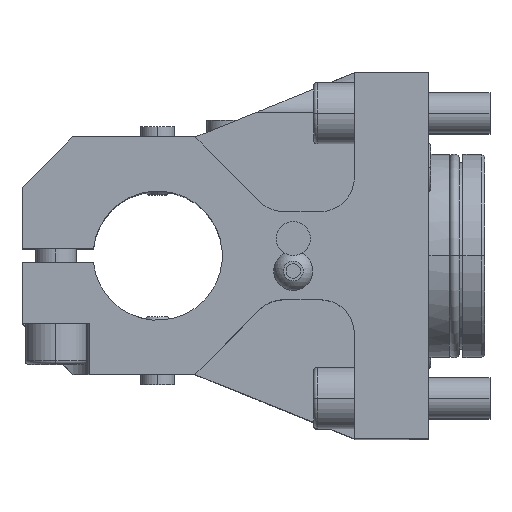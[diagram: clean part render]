
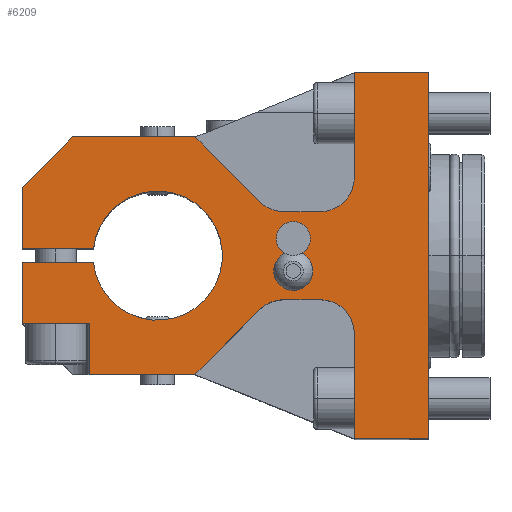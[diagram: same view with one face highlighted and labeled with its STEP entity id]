
A CAD part, top view. The second image highlights one B-rep face of the part: STEP entity #6209.
In plain terms, the highlighted planar face has unit normal (0, 0, 1).
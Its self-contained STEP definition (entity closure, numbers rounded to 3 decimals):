
#833=DIRECTION('',(0.707,-0.707,0.));
#834=VECTOR('',#833,26.971);
#835=CARTESIAN_POINT('',(-69.,35.,65.));
#836=LINE('',#835,#834);
#837=CARTESIAN_POINT('',(-42.858,23.,65.));
#838=DIRECTION('',(0.,0.,1.));
#839=DIRECTION('',(-0.707,-0.707,0.));
#840=AXIS2_PLACEMENT_3D('',#837,#838,#839);
#842=DIRECTION('',(1.,0.,0.));
#843=VECTOR('',#842,10.858);
#844=CARTESIAN_POINT('',(-42.858,13.,65.));
#845=LINE('',#844,#843);
#846=CARTESIAN_POINT('',(-32.,23.,65.));
#847=DIRECTION('',(0.,0.,1.));
#848=DIRECTION('',(0.,-1.,0.));
#849=AXIS2_PLACEMENT_3D('',#846,#847,#848);
#851=DIRECTION('',(0.,-1.,0.));
#852=VECTOR('',#851,31.);
#853=CARTESIAN_POINT('',(-22.,54.,65.));
#854=LINE('',#853,#852);
#855=DIRECTION('',(-1.,0.,0.));
#856=VECTOR('',#855,22.);
#857=CARTESIAN_POINT('',(0.,54.,65.));
#858=LINE('',#857,#856);
#859=DIRECTION('',(0.,1.,0.));
#860=VECTOR('',#859,108.);
#861=CARTESIAN_POINT('',(0.,-54.,65.));
#862=LINE('',#861,#860);
#863=DIRECTION('',(1.,0.,0.));
#864=VECTOR('',#863,22.);
#865=CARTESIAN_POINT('',(-22.,-54.,65.));
#866=LINE('',#865,#864);
#867=DIRECTION('',(0.,1.,0.));
#868=VECTOR('',#867,31.);
#869=CARTESIAN_POINT('',(-22.,-54.,65.));
#870=LINE('',#869,#868);
#871=CARTESIAN_POINT('',(-32.,-23.,65.));
#872=DIRECTION('',(0.,0.,1.));
#873=DIRECTION('',(1.,0.,0.));
#874=AXIS2_PLACEMENT_3D('',#871,#872,#873);
#876=DIRECTION('',(-1.,0.,0.));
#877=VECTOR('',#876,10.858);
#878=CARTESIAN_POINT('',(-32.,-13.,65.));
#879=LINE('',#878,#877);
#880=CARTESIAN_POINT('',(-42.858,-23.,65.));
#881=DIRECTION('',(0.,0.,1.));
#882=DIRECTION('',(0.,1.,0.));
#883=AXIS2_PLACEMENT_3D('',#880,#881,#882);
#885=DIRECTION('',(-0.707,-0.707,0.));
#886=VECTOR('',#885,26.971);
#887=CARTESIAN_POINT('',(-49.929,-15.929,65.));
#888=LINE('',#887,#886);
#889=DIRECTION('',(1.,0.,0.));
#890=VECTOR('',#889,31.);
#891=CARTESIAN_POINT('',(-100.,-35.,65.));
#892=LINE('',#891,#890);
#893=DIRECTION('',(0.,1.,0.));
#894=VECTOR('',#893,15.);
#895=CARTESIAN_POINT('',(-100.,-35.,65.));
#896=LINE('',#895,#894);
#897=DIRECTION('',(1.,0.,0.));
#898=VECTOR('',#897,20.);
#899=CARTESIAN_POINT('',(-120.,-20.,65.));
#900=LINE('',#899,#898);
#901=DIRECTION('',(0.,-1.,0.));
#902=VECTOR('',#901,18.);
#903=CARTESIAN_POINT('',(-120.,-2.,65.));
#904=LINE('',#903,#902);
#905=DIRECTION('',(1.,0.,0.));
#906=VECTOR('',#905,21.055);
#907=CARTESIAN_POINT('',(-120.,-2.,65.));
#908=LINE('',#907,#906);
#909=CARTESIAN_POINT('',(-80.,0.,65.));
#910=DIRECTION('',(0.,0.,1.));
#911=DIRECTION('',(-0.994,-0.105,0.));
#912=AXIS2_PLACEMENT_3D('',#909,#910,#911);
#914=DIRECTION('',(1.,0.,0.));
#915=VECTOR('',#914,21.055);
#916=CARTESIAN_POINT('',(-120.,2.,65.));
#917=LINE('',#916,#915);
#918=DIRECTION('',(0.,-1.,0.));
#919=VECTOR('',#918,18.);
#920=CARTESIAN_POINT('',(-120.,20.,65.));
#921=LINE('',#920,#919);
#922=DIRECTION('',(-0.707,-0.707,0.));
#923=VECTOR('',#922,21.213);
#924=CARTESIAN_POINT('',(-105.,35.,65.));
#925=LINE('',#924,#923);
#926=DIRECTION('',(-1.,0.,0.));
#927=VECTOR('',#926,36.);
#928=CARTESIAN_POINT('',(-69.,35.,65.));
#929=LINE('',#928,#927);
#930=CARTESIAN_POINT('',(-40.,-4.5,65.));
#931=DIRECTION('',(0.,0.,1.));
#932=DIRECTION('',(0.,1.,0.));
#933=AXIS2_PLACEMENT_3D('',#930,#931,#932);
#935=CARTESIAN_POINT('',(-40.,-4.5,65.));
#936=DIRECTION('',(0.,0.,1.));
#937=DIRECTION('',(0.,-1.,0.));
#938=AXIS2_PLACEMENT_3D('',#935,#936,#937);
#940=CARTESIAN_POINT('',(-40.,5.,65.));
#941=DIRECTION('',(0.,0.,-1.));
#942=DIRECTION('',(0.,1.,0.));
#943=AXIS2_PLACEMENT_3D('',#940,#941,#942);
#945=CARTESIAN_POINT('',(-40.,5.,65.));
#946=DIRECTION('',(0.,0.,-1.));
#947=DIRECTION('',(0.,-1.,0.));
#948=AXIS2_PLACEMENT_3D('',#945,#946,#947);
#4278=CARTESIAN_POINT('',(0.,-54.,65.));
#4279=CARTESIAN_POINT('',(0.,54.,65.));
#4280=VERTEX_POINT('',#4278);
#4281=VERTEX_POINT('',#4279);
#4282=CARTESIAN_POINT('',(-105.,35.,65.));
#4283=CARTESIAN_POINT('',(-120.,20.,65.));
#4284=VERTEX_POINT('',#4282);
#4285=VERTEX_POINT('',#4283);
#4286=CARTESIAN_POINT('',(-120.,-2.,65.));
#4287=CARTESIAN_POINT('',(-98.945,-2.,65.));
#4288=VERTEX_POINT('',#4286);
#4289=VERTEX_POINT('',#4287);
#4290=CARTESIAN_POINT('',(-98.945,2.,65.));
#4291=VERTEX_POINT('',#4290);
#4292=CARTESIAN_POINT('',(-120.,2.,65.));
#4293=VERTEX_POINT('',#4292);
#4322=CARTESIAN_POINT('',(-100.,-35.,65.));
#4323=CARTESIAN_POINT('',(-100.,-20.,65.));
#4324=VERTEX_POINT('',#4322);
#4325=VERTEX_POINT('',#4323);
#4349=CARTESIAN_POINT('',(-120.,-20.,65.));
#4350=VERTEX_POINT('',#4349);
#4361=CARTESIAN_POINT('',(-69.,35.,65.));
#4362=CARTESIAN_POINT('',(-49.929,15.929,65.));
#4363=VERTEX_POINT('',#4361);
#4364=VERTEX_POINT('',#4362);
#4365=CARTESIAN_POINT('',(-22.,-54.,65.));
#4366=CARTESIAN_POINT('',(-22.,-23.,65.));
#4367=VERTEX_POINT('',#4365);
#4368=VERTEX_POINT('',#4366);
#4369=CARTESIAN_POINT('',(-32.,-13.,65.));
#4370=CARTESIAN_POINT('',(-42.858,-13.,65.));
#4371=VERTEX_POINT('',#4369);
#4372=VERTEX_POINT('',#4370);
#4373=CARTESIAN_POINT('',(-49.929,-15.929,65.));
#4374=CARTESIAN_POINT('',(-69.,-35.,65.));
#4375=VERTEX_POINT('',#4373);
#4376=VERTEX_POINT('',#4374);
#4395=CARTESIAN_POINT('',(-42.858,13.,65.));
#4396=VERTEX_POINT('',#4395);
#4397=CARTESIAN_POINT('',(-32.,13.,65.));
#4398=CARTESIAN_POINT('',(-22.,23.,65.));
#4399=VERTEX_POINT('',#4397);
#4400=VERTEX_POINT('',#4398);
#4451=CARTESIAN_POINT('',(-22.,54.,65.));
#4452=VERTEX_POINT('',#4451);
#4917=CARTESIAN_POINT('',(-40.,1.254,65.));
#4918=CARTESIAN_POINT('',(-40.,-10.254,65.));
#4919=VERTEX_POINT('',#4917);
#4920=VERTEX_POINT('',#4918);
#4937=CARTESIAN_POINT('',(-40.,7.5,65.));
#4938=CARTESIAN_POINT('',(-40.,2.5,65.));
#4939=VERTEX_POINT('',#4937);
#4940=VERTEX_POINT('',#4938);
#6149=CARTESIAN_POINT('',(0.,0.,65.));
#6150=DIRECTION('',(0.,0.,1.));
#6151=DIRECTION('',(0.,1.,0.));
#6152=AXIS2_PLACEMENT_3D('',#6149,#6150,#6151);
#6153=PLANE('',#6152);
#6155=ORIENTED_EDGE('',*,*,#6154,.T.);
#6157=ORIENTED_EDGE('',*,*,#6156,.T.);
#6159=ORIENTED_EDGE('',*,*,#6158,.T.);
#6161=ORIENTED_EDGE('',*,*,#6160,.T.);
#6163=ORIENTED_EDGE('',*,*,#6162,.F.);
#6164=ORIENTED_EDGE('',*,*,#5616,.F.);
#6165=ORIENTED_EDGE('',*,*,#5697,.F.);
#6166=ORIENTED_EDGE('',*,*,#5854,.F.);
#6167=ORIENTED_EDGE('',*,*,#6133,.T.);
#6169=ORIENTED_EDGE('',*,*,#6168,.T.);
#6171=ORIENTED_EDGE('',*,*,#6170,.T.);
#6173=ORIENTED_EDGE('',*,*,#6172,.T.);
#6175=ORIENTED_EDGE('',*,*,#6174,.T.);
#6176=ORIENTED_EDGE('',*,*,#5361,.F.);
#6178=ORIENTED_EDGE('',*,*,#6177,.T.);
#6180=ORIENTED_EDGE('',*,*,#6179,.F.);
#6182=ORIENTED_EDGE('',*,*,#6181,.F.);
#6184=ORIENTED_EDGE('',*,*,#6183,.T.);
#6186=ORIENTED_EDGE('',*,*,#6185,.T.);
#6188=ORIENTED_EDGE('',*,*,#6187,.F.);
#6190=ORIENTED_EDGE('',*,*,#6189,.F.);
#6192=ORIENTED_EDGE('',*,*,#6191,.F.);
#6194=ORIENTED_EDGE('',*,*,#6193,.F.);
#6195=EDGE_LOOP('',(#6155,#6157,#6159,#6161,#6163,#6164,#6165,#6166,#6167,#6169,
#6171,#6173,#6175,#6176,#6178,#6180,#6182,#6184,#6186,#6188,#6190,#6192,#6194));
#6196=FACE_OUTER_BOUND('',#6195,.F.);
#6198=ORIENTED_EDGE('',*,*,#6197,.T.);
#6200=ORIENTED_EDGE('',*,*,#6199,.T.);
#6201=EDGE_LOOP('',(#6198,#6200));
#6202=FACE_BOUND('',#6201,.F.);
#6204=ORIENTED_EDGE('',*,*,#6203,.F.);
#6206=ORIENTED_EDGE('',*,*,#6205,.F.);
#6207=EDGE_LOOP('',(#6204,#6206));
#6208=FACE_BOUND('',#6207,.F.);
#6209=ADVANCED_FACE('',(#6196,#6202,#6208),#6153,.T.);
#841=CIRCLE('',#840,10.);
#850=CIRCLE('',#849,10.);
#875=CIRCLE('',#874,10.);
#884=CIRCLE('',#883,10.);
#913=CIRCLE('',#912,19.05);
#934=CIRCLE('',#933,5.754);
#939=CIRCLE('',#938,5.754);
#944=CIRCLE('',#943,2.5);
#949=CIRCLE('',#948,2.5);
#5361=EDGE_CURVE('',#4324,#4376,#892,.T.);
#5616=EDGE_CURVE('',#4281,#4452,#858,.T.);
#5697=EDGE_CURVE('',#4280,#4281,#862,.T.);
#5854=EDGE_CURVE('',#4367,#4280,#866,.T.);
#6133=EDGE_CURVE('',#4367,#4368,#870,.T.);
#6154=EDGE_CURVE('',#4363,#4364,#836,.T.);
#6156=EDGE_CURVE('',#4364,#4396,#841,.T.);
#6158=EDGE_CURVE('',#4396,#4399,#845,.T.);
#6160=EDGE_CURVE('',#4399,#4400,#850,.T.);
#6162=EDGE_CURVE('',#4452,#4400,#854,.T.);
#6168=EDGE_CURVE('',#4368,#4371,#875,.T.);
#6170=EDGE_CURVE('',#4371,#4372,#879,.T.);
#6172=EDGE_CURVE('',#4372,#4375,#884,.T.);
#6174=EDGE_CURVE('',#4375,#4376,#888,.T.);
#6177=EDGE_CURVE('',#4324,#4325,#896,.T.);
#6179=EDGE_CURVE('',#4350,#4325,#900,.T.);
#6181=EDGE_CURVE('',#4288,#4350,#904,.T.);
#6183=EDGE_CURVE('',#4288,#4289,#908,.T.);
#6185=EDGE_CURVE('',#4289,#4291,#913,.T.);
#6187=EDGE_CURVE('',#4293,#4291,#917,.T.);
#6189=EDGE_CURVE('',#4285,#4293,#921,.T.);
#6191=EDGE_CURVE('',#4284,#4285,#925,.T.);
#6193=EDGE_CURVE('',#4363,#4284,#929,.T.);
#6197=EDGE_CURVE('',#4919,#4920,#934,.T.);
#6199=EDGE_CURVE('',#4920,#4919,#939,.T.);
#6203=EDGE_CURVE('',#4939,#4940,#944,.T.);
#6205=EDGE_CURVE('',#4940,#4939,#949,.T.);
